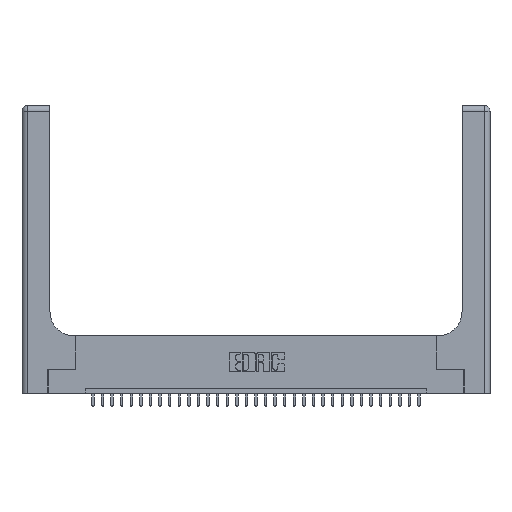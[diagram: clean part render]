
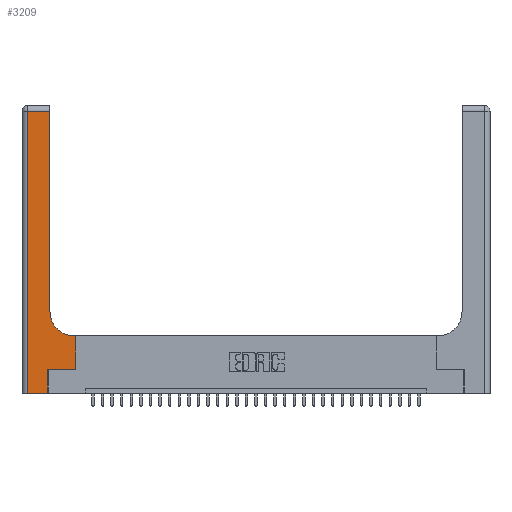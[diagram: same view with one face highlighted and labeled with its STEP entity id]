
A CAD part, top view. The second image highlights one B-rep face of the part: STEP entity #3209.
In plain terms, the highlighted planar face has unit normal (0, 0, 1).
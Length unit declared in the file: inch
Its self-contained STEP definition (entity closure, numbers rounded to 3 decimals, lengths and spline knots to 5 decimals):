
#132 = CARTESIAN_POINT ( 'NONE',  ( 0.06, 0., 0.37 ) ) ;
#185 = DIRECTION ( 'NONE',  ( -1., 0., 0. ) ) ;
#391 = ORIENTED_EDGE ( 'NONE', *, *, #27210, .T. ) ;
#1961 = CARTESIAN_POINT ( 'NONE',  ( 0.5585, 0.25, 0.37 ) ) ;
#3209 = ADVANCED_FACE ( 'NONE', ( #29741 ), #8547, .F. ) ;
#3503 = ORIENTED_EDGE ( 'NONE', *, *, #20083, .T. ) ;
#3692 = VERTEX_POINT ( 'NONE', #18459 ) ;
#3841 = VECTOR ( 'NONE', #185, 39.37008 ) ;
#3889 = CARTESIAN_POINT ( 'NONE',  ( 0.5585, 0.6, 0.37 ) ) ;
#4616 = VECTOR ( 'NONE', #19487, 39.37008 ) ;
#5372 = DIRECTION ( 'NONE',  ( 0., -1., 0. ) ) ;
#5705 = ORIENTED_EDGE ( 'NONE', *, *, #10672, .T. ) ;
#6214 = DIRECTION ( 'NONE',  ( 0., 1., 0. ) ) ;
#6622 = VECTOR ( 'NONE', #30834, 39.37008 ) ;
#7108 = CARTESIAN_POINT ( 'NONE',  ( 0.5415, 0.85, 0.37 ) ) ;
#7222 = LINE ( 'NONE', #24016, #19745 ) ;
#7739 = EDGE_CURVE ( 'NONE', #17230, #8215, #7222, .T. ) ;
#8215 = VERTEX_POINT ( 'NONE', #18254 ) ;
#8248 = CARTESIAN_POINT ( 'NONE',  ( 0.5585, 0.25, 0.37 ) ) ;
#8279 = CARTESIAN_POINT ( 'NONE',  ( 0.2915, 3., 0.37 ) ) ;
#8322 = VECTOR ( 'NONE', #10234, 39.37008 ) ;
#8547 = PLANE ( 'NONE',  #28541 ) ;
#8595 = EDGE_CURVE ( 'NONE', #27789, #17230, #20054, .T. ) ;
#8993 = LINE ( 'NONE', #8279, #6622 ) ;
#10185 = EDGE_CURVE ( 'NONE', #25719, #18752, #12184, .T. ) ;
#10234 = DIRECTION ( 'NONE',  ( 1., 0., 0. ) ) ;
#10392 = CARTESIAN_POINT ( 'NONE',  ( 0., 2.94, 0.37 ) ) ;
#10672 = EDGE_CURVE ( 'NONE', #26093, #25719, #27816, .T. ) ;
#11721 = ORIENTED_EDGE ( 'NONE', *, *, #15770, .T. ) ;
#12184 = CIRCLE ( 'NONE', #24442, 0.25 ) ;
#12426 = ORIENTED_EDGE ( 'NONE', *, *, #7739, .T. ) ;
#13282 = VECTOR ( 'NONE', #31410, 39.37008 ) ;
#13405 = VECTOR ( 'NONE', #5372, 39.37008 ) ;
#14289 = ORIENTED_EDGE ( 'NONE', *, *, #10185, .T. ) ;
#14524 = VECTOR ( 'NONE', #28767, 39.37008 ) ;
#15234 = LINE ( 'NONE', #1961, #4616 ) ;
#15770 = EDGE_CURVE ( 'NONE', #21473, #3692, #21853, .T. ) ;
#16552 = CARTESIAN_POINT ( 'NONE',  ( 0.2915, 0.6, 0.37 ) ) ;
#17230 = VERTEX_POINT ( 'NONE', #28647 ) ;
#17451 = DIRECTION ( 'NONE',  ( 0., 0., -1. ) ) ;
#18254 = CARTESIAN_POINT ( 'NONE',  ( 0.269, 0.25, 0.37 ) ) ;
#18459 = CARTESIAN_POINT ( 'NONE',  ( 0.06, 2.94, 0.37 ) ) ;
#18752 = VERTEX_POINT ( 'NONE', #29611 ) ;
#19487 = DIRECTION ( 'NONE',  ( 0., 1., 0. ) ) ;
#19576 = DIRECTION ( 'NONE',  ( 1., 0., 0. ) ) ;
#19745 = VECTOR ( 'NONE', #6214, 39.37008 ) ;
#20054 = LINE ( 'NONE', #27515, #8322 ) ;
#20083 = EDGE_CURVE ( 'NONE', #3692, #27789, #21174, .T. ) ;
#20338 = LINE ( 'NONE', #25950, #13282 ) ;
#21087 = DIRECTION ( 'NONE',  ( -1., 0., 0. ) ) ;
#21174 = LINE ( 'NONE', #25613, #13405 ) ;
#21463 = EDGE_LOOP ( 'NONE', ( #391, #11721, #3503, #23659, #12426, #21922, #24638, #5705, #14289 ) ) ;
#21473 = VERTEX_POINT ( 'NONE', #24214 ) ;
#21853 = LINE ( 'NONE', #10392, #3841 ) ;
#21922 = ORIENTED_EDGE ( 'NONE', *, *, #29456, .T. ) ;
#22223 = EDGE_CURVE ( 'NONE', #27804, #26093, #15234, .T. ) ;
#22425 = CARTESIAN_POINT ( 'NONE',  ( 0.5415, 0.6, 0.37 ) ) ;
#23659 = ORIENTED_EDGE ( 'NONE', *, *, #8595, .T. ) ;
#24016 = CARTESIAN_POINT ( 'NONE',  ( 0.269, 0., 0.37 ) ) ;
#24214 = CARTESIAN_POINT ( 'NONE',  ( 0.2915, 2.94, 0.37 ) ) ;
#24442 = AXIS2_PLACEMENT_3D ( 'NONE', #7108, #17451, #19576 ) ;
#24638 = ORIENTED_EDGE ( 'NONE', *, *, #22223, .T. ) ;
#25613 = CARTESIAN_POINT ( 'NONE',  ( 0.06, 3., 0.37 ) ) ;
#25719 = VERTEX_POINT ( 'NONE', #22425 ) ;
#25950 = CARTESIAN_POINT ( 'NONE',  ( 0.269, 0.25, 0.37 ) ) ;
#26047 = CARTESIAN_POINT ( 'NONE',  ( 0., 3., 0.37 ) ) ;
#26093 = VERTEX_POINT ( 'NONE', #3889 ) ;
#27210 = EDGE_CURVE ( 'NONE', #18752, #21473, #8993, .T. ) ;
#27515 = CARTESIAN_POINT ( 'NONE',  ( 0., 0., 0.37 ) ) ;
#27789 = VERTEX_POINT ( 'NONE', #132 ) ;
#27804 = VERTEX_POINT ( 'NONE', #8248 ) ;
#27816 = LINE ( 'NONE', #16552, #14524 ) ;
#28541 = AXIS2_PLACEMENT_3D ( 'NONE', #26047, #30875, #21087 ) ;
#28647 = CARTESIAN_POINT ( 'NONE',  ( 0.269, 0., 0.37 ) ) ;
#28767 = DIRECTION ( 'NONE',  ( -1., 0., 0. ) ) ;
#29456 = EDGE_CURVE ( 'NONE', #8215, #27804, #20338, .T. ) ;
#29611 = CARTESIAN_POINT ( 'NONE',  ( 0.2915, 0.85, 0.37 ) ) ;
#29741 = FACE_OUTER_BOUND ( 'NONE', #21463, .T. ) ;
#30834 = DIRECTION ( 'NONE',  ( 0., 1., 0. ) ) ;
#30875 = DIRECTION ( 'NONE',  ( 0., 0., -1. ) ) ;
#31410 = DIRECTION ( 'NONE',  ( 1., 0., 0. ) ) ;
